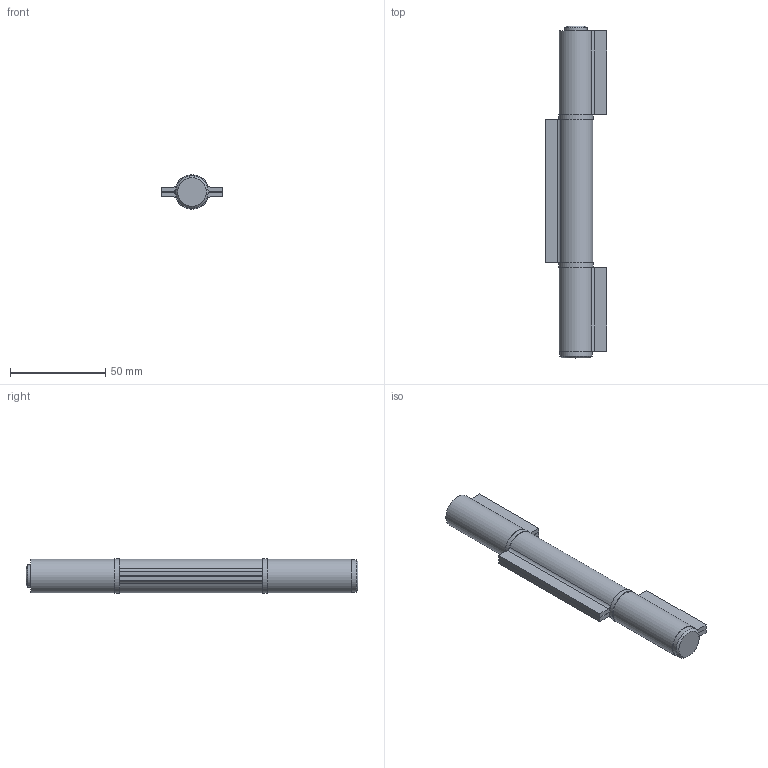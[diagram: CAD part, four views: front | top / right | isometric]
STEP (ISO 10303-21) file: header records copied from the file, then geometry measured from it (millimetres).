
FILE_DESCRIPTION (( 'STEP AP203' ), '1' );
FILE_NAME ('415-17.step', '2021-09-02T11:19:02', ( '' ), ( '' ), 'SwSTEP 2.0', 'SolidWorks 2018', '' );
FILE_SCHEMA (( 'CONFIG_CONTROL_DESIGN' ));
Length unit declared in the file: millimetre
Products named in the file (11): 415-xx Teil3; 415-xx Teil2_415-17 Teil2; 415-xx Teil4; 415-xx Teil3_415-17 Teil3; 415-xx Teil2; 415-xx Teil1_415-17 Teil1; 415-xx Teil4_415-14 Teil4; 415-xx Teil1; 415-17
Assembly tree (6 placements, depth 2):
  415-xx Teil3
  415-xx Teil4
  415-xx Teil2
  415-xx Teil4
  415-xx Teil1
Bounding box: 32.4 x 174 x 18 mm (x, y, z)
Volume: 44671.8 mm3; surface area: 29521.7 mm2
Topology: 6 solids, 6 shells, 277 faces, 726 edges, 481 vertices
Faces by surface type: plane 148, bspline 76, cylinder 43, torus 8, cone 2
Full cylindrical faces by diameter (mm): 11.7 x1, 12 x2, 17 x1, 18 x2
Entity records: 11471 total; most frequent: CARTESIAN_POINT 4587, ORIENTED_EDGE 1330, DIRECTION 1015, EDGE_CURVE 665, VERTEX_POINT 448, LINE 349, VECTOR 349, AXIS2_PLACEMENT_3D 333
